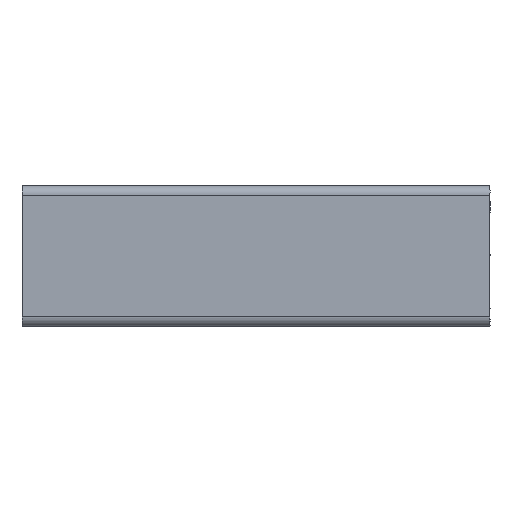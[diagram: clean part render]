
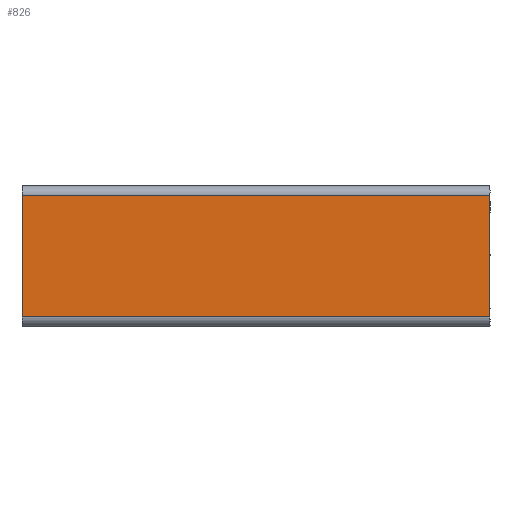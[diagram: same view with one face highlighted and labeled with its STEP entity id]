
A CAD part, front view. The second image highlights one B-rep face of the part: STEP entity #826.
In plain terms, the highlighted free-form (B-spline) face has degree [1, 1] with [2, 2] control points.
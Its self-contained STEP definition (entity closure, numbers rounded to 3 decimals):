
#573=CARTESIAN_POINT('',(0.0,-20.0,-28.0));
#574=VERTEX_POINT('',#573);
#588=CARTESIAN_POINT('',(0.0,-20.0,-2.0));
#589=VERTEX_POINT('',#588);
#590=CARTESIAN_POINT('',(0.0,-20.0,-28.0));
#591=CARTESIAN_POINT('',(0.0,-20.0,-2.0));
#592=QUASI_UNIFORM_CURVE('',1,(#590,#591),.UNSPECIFIED.,.F.,.U.);
#593=EDGE_CURVE('',#574,#589,#592,.T.);
#639=CARTESIAN_POINT('',(100.0,-20.0,-2.0));
#640=VERTEX_POINT('',#639);
#654=CARTESIAN_POINT('',(100.0,-20.0,-28.0));
#655=VERTEX_POINT('',#654);
#656=CARTESIAN_POINT('',(100.0,-20.0,-28.0));
#657=CARTESIAN_POINT('',(100.0,-20.0,-2.0));
#658=QUASI_UNIFORM_CURVE('',1,(#656,#657),.UNSPECIFIED.,.F.,.U.);
#659=EDGE_CURVE('',#655,#640,#658,.T.);
#801=CARTESIAN_POINT('',(100.0,-20.0,-2.0));
#802=CARTESIAN_POINT('',(0.0,-20.0,-2.0));
#803=QUASI_UNIFORM_CURVE('',1,(#801,#802),.UNSPECIFIED.,.F.,.U.);
#804=EDGE_CURVE('',#640,#589,#803,.T.);
#811=CARTESIAN_POINT('',(-4.995,-20.0,-0.701));
#812=CARTESIAN_POINT('',(-4.995,-20.0,-29.299));
#813=CARTESIAN_POINT('',(104.995,-20.0,-0.701));
#814=CARTESIAN_POINT('',(104.995,-20.0,-29.299));
#815=B_SPLINE_SURFACE_WITH_KNOTS('',1,1,((#811,#813),(#812,#814)),.UNSPECIFIED.,.F.,.F.,.U.,(2,2),(2,2),(0.0,28.597),(0.0,109.99),.UNSPECIFIED.);
#816=ORIENTED_EDGE('',*,*,#593,.F.);
#817=CARTESIAN_POINT('',(100.0,-20.0,-28.0));
#818=CARTESIAN_POINT('',(0.0,-20.0,-28.0));
#819=QUASI_UNIFORM_CURVE('',1,(#817,#818),.UNSPECIFIED.,.F.,.U.);
#820=EDGE_CURVE('',#655,#574,#819,.T.);
#821=ORIENTED_EDGE('',*,*,#820,.F.);
#822=ORIENTED_EDGE('',*,*,#659,.T.);
#823=ORIENTED_EDGE('',*,*,#804,.T.);
#824=EDGE_LOOP('',(#816,#821,#822,#823));
#825=FACE_OUTER_BOUND('',#824,.T.);
#826=ADVANCED_FACE('',(#825),#815,.T.);
